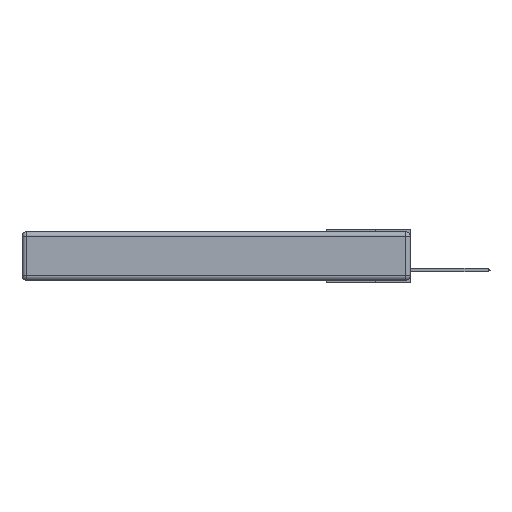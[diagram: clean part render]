
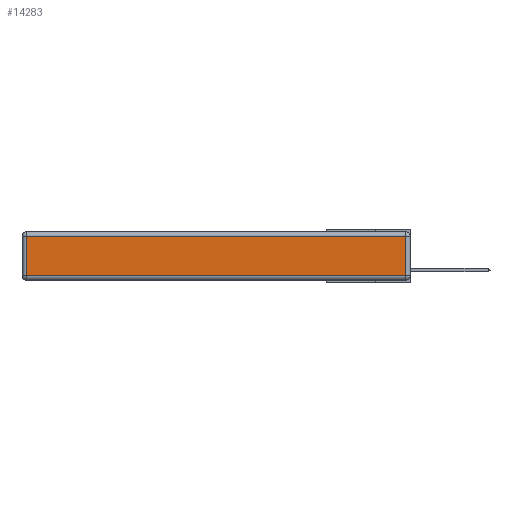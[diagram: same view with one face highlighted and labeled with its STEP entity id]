
A CAD part, left-side view. The second image highlights one B-rep face of the part: STEP entity #14283.
In plain terms, the highlighted planar face has unit normal (-1, 0, 0).
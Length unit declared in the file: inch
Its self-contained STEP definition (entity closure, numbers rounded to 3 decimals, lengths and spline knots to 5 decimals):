
#335 = VERTEX_POINT ( 'NONE', #1002 ) ;
#597 = VERTEX_POINT ( 'NONE', #4298 ) ;
#702 = DIRECTION ( 'NONE',  ( 0., 0., 1. ) ) ;
#1002 = CARTESIAN_POINT ( 'NONE',  ( 0., 0.03, -0.313 ) ) ;
#1735 = LINE ( 'NONE', #15901, #16367 ) ;
#3222 = CARTESIAN_POINT ( 'NONE',  ( 0., 2.72, -0.03 ) ) ;
#3349 = EDGE_CURVE ( 'NONE', #597, #15356, #1735, .T. ) ;
#4005 = LINE ( 'NONE', #12303, #8403 ) ;
#4177 = EDGE_CURVE ( 'NONE', #15356, #15247, #8479, .T. ) ;
#4298 = CARTESIAN_POINT ( 'NONE',  ( 0., 0.03, -0.03 ) ) ;
#5790 = LINE ( 'NONE', #15898, #12772 ) ;
#7452 = DIRECTION ( 'NONE',  ( 0., 0., -1. ) ) ;
#7639 = DIRECTION ( 'NONE',  ( -1., 0., 0. ) ) ;
#8232 = EDGE_CURVE ( 'NONE', #335, #597, #5790, .T. ) ;
#8403 = VECTOR ( 'NONE', #10720, 39.37008 ) ;
#8479 = LINE ( 'NONE', #15815, #11933 ) ;
#10720 = DIRECTION ( 'NONE',  ( 0., -1., 0. ) ) ;
#10934 = ORIENTED_EDGE ( 'NONE', *, *, #8232, .T. ) ;
#11746 = CARTESIAN_POINT ( 'NONE',  ( 0., 2.72, -0.313 ) ) ;
#11933 = VECTOR ( 'NONE', #7452, 39.37008 ) ;
#12303 = CARTESIAN_POINT ( 'NONE',  ( 0., 0., -0.313 ) ) ;
#12695 = ORIENTED_EDGE ( 'NONE', *, *, #4177, .T. ) ;
#12772 = VECTOR ( 'NONE', #14545, 39.37008 ) ;
#13845 = ORIENTED_EDGE ( 'NONE', *, *, #3349, .T. ) ;
#14283 = ADVANCED_FACE ( 'NONE', ( #15457 ), #15996, .T. ) ;
#14521 = CARTESIAN_POINT ( 'NONE',  ( 0., 0., -0.343 ) ) ;
#14545 = DIRECTION ( 'NONE',  ( 0., 0., 1. ) ) ;
#14672 = DIRECTION ( 'NONE',  ( 0., 1., 0. ) ) ;
#15247 = VERTEX_POINT ( 'NONE', #11746 ) ;
#15356 = VERTEX_POINT ( 'NONE', #3222 ) ;
#15457 = FACE_OUTER_BOUND ( 'NONE', #17033, .T. ) ;
#15489 = AXIS2_PLACEMENT_3D ( 'NONE', #14521, #7639, #702 ) ;
#15815 = CARTESIAN_POINT ( 'NONE',  ( 0., 2.72, -0.343 ) ) ;
#15898 = CARTESIAN_POINT ( 'NONE',  ( 0., 0.03, -0.343 ) ) ;
#15901 = CARTESIAN_POINT ( 'NONE',  ( 0., 2.75, -0.03 ) ) ;
#15934 = ORIENTED_EDGE ( 'NONE', *, *, #16337, .T. ) ;
#15996 = PLANE ( 'NONE',  #15489 ) ;
#16337 = EDGE_CURVE ( 'NONE', #15247, #335, #4005, .T. ) ;
#16367 = VECTOR ( 'NONE', #14672, 39.37008 ) ;
#17033 = EDGE_LOOP ( 'NONE', ( #15934, #10934, #13845, #12695 ) ) ;
